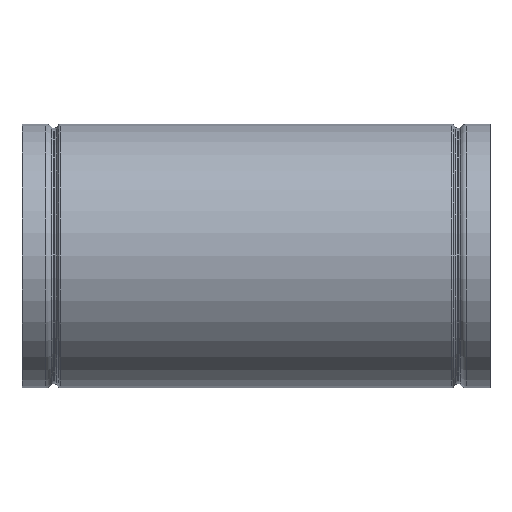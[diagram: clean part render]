
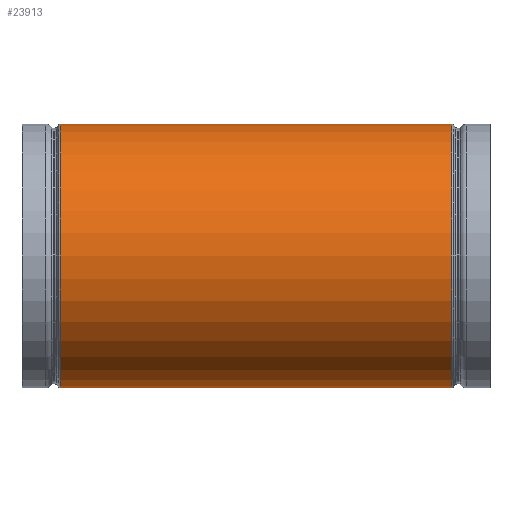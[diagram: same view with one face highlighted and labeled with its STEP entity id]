
A CAD part, front view. The second image highlights one B-rep face of the part: STEP entity #23913.
In plain terms, the highlighted cylindrical face has radius 84.138 mm (diameter 168.275 mm), a full revolution.
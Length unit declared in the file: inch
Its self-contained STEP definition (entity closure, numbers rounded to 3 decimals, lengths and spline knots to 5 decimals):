
#289 = CARTESIAN_POINT ( 'NONE',  ( -2.71022, 2.61167, -2.08272 ) ) ;
#933 = AXIS2_PLACEMENT_3D ( 'NONE', #25242, #1327, #20201 ) ;
#1327 = DIRECTION ( 'NONE',  ( -1., 0., 0. ) ) ;
#2094 = CARTESIAN_POINT ( 'NONE',  ( -1.54248, 1.48639, 3.08672 ) ) ;
#2280 = FACE_BOUND ( 'NONE', #20741, .T. ) ;
#2515 = CARTESIAN_POINT ( 'NONE',  ( 0., 0., 3.3125 ) ) ;
#2825 = EDGE_CURVE ( 'NONE', #15146, #17523, #9880, .T. ) ;
#3110 = CARTESIAN_POINT ( 'NONE',  ( -3.40814, 3.28421, -0.66488 ) ) ;
#4255 = EDGE_LOOP ( 'NONE', ( #20337 ) ) ;
#4272 = CARTESIAN_POINT ( 'NONE',  ( -2.1613, 2.08271, -2.61164 ) ) ;
#4839 = CARTESIAN_POINT ( 'NONE',  ( 3.40225, 3.27854, 0.49416 ) ) ;
#5206 = AXIS2_PLACEMENT_3D ( 'NONE', #11888, #26674, #21766 ) ;
#5508 = CARTESIAN_POINT ( 'NONE',  ( -3.46008, 3.33425, 0.0014 ) ) ;
#5757 = AXIS2_PLACEMENT_3D ( 'NONE', #16736, #30620, #9440 ) ;
#6395 = CYLINDRICAL_SURFACE ( 'NONE', #5757, 3.3125 ) ;
#6792 = CARTESIAN_POINT ( 'NONE',  ( -0.77136, 0.74331, -3.25667 ) ) ;
#7211 = CARTESIAN_POINT ( 'NONE',  ( 4.9198, -3.3125, 0. ) ) ;
#7311 = CARTESIAN_POINT ( 'NONE',  ( -4.9198, 3.3125, 0. ) ) ;
#7348 = CARTESIAN_POINT ( 'NONE',  ( 3.2752, 3.1561, 1.14397 ) ) ;
#7868 = CIRCLE ( 'NONE', #933, 3.3125 ) ;
#8482 = EDGE_LOOP ( 'NONE', ( #25870 ) ) ;
#8641 = FACE_OUTER_BOUND ( 'NONE', #4255, .T. ) ;
#9440 = DIRECTION ( 'NONE',  ( 0., -1., 0. ) ) ;
#9529 = CARTESIAN_POINT ( 'NONE',  ( -0.51425, 0.49555, 3.3125 ) ) ;
#9746 = CARTESIAN_POINT ( 'NONE',  ( 3.12315, 3.00958, -1.44935 ) ) ;
#9880 = B_SPLINE_CURVE_WITH_KNOTS ( 'NONE', 3,
 ( #24880, #19838, #6792, #11709, #4272, #289, #14781, #3110, #5508, #16713, #30708, #18993, #2094, #9529, #2515 ),
 .UNSPECIFIED., .F., .F.,
 ( 4, 1, 1, 1, 1, 1, 1, 1, 1, 1, 1, 1, 4 ),
 ( 0., 0.07143, 0.14286, 0.21429, 0.28571, 0.35714, 0.42857, 0.52381, 0.54762, 0.57143, 0.71429, 0.85714, 1. ),
 .UNSPECIFIED. ) ;
#11709 = CARTESIAN_POINT ( 'NONE',  ( -1.50406, 1.44937, -3.00963 ) ) ;
#11888 = CARTESIAN_POINT ( 'NONE',  ( 4.9198, 0., 0. ) ) ;
#12141 = CARTESIAN_POINT ( 'NONE',  ( 0., 0., -3.3125 ) ) ;
#12170 = CARTESIAN_POINT ( 'NONE',  ( 0.77136, 0.74331, -3.25667 ) ) ;
#12449 = B_SPLINE_CURVE_WITH_KNOTS ( 'NONE', 3,
 ( #26642, #21731, #16930, #26330, #7348, #4839, #24152, #24351, #9746, #23940, #26538, #21511, #12170, #28945, #26220 ),
 .UNSPECIFIED., .F., .F.,
 ( 4, 1, 1, 1, 1, 1, 1, 1, 1, 1, 1, 1, 4 ),
 ( 0., 0.14286, 0.28571, 0.42857, 0.45238, 0.47619, 0.57143, 0.64286, 0.71429, 0.78571, 0.85714, 0.92857, 1. ),
 .UNSPECIFIED. ) ;
#12629 = ORIENTED_EDGE ( 'NONE', *, *, #2825, .F. ) ;
#14622 = CARTESIAN_POINT ( 'NONE',  ( 0., 0., 3.3125 ) ) ;
#14781 = CARTESIAN_POINT ( 'NONE',  ( -3.12315, 3.00958, -1.44935 ) ) ;
#15146 = VERTEX_POINT ( 'NONE', #12141 ) ;
#15260 = CIRCLE ( 'NONE', #5206, 3.3125 ) ;
#16713 = CARTESIAN_POINT ( 'NONE',  ( -3.40225, 3.27854, 0.49416 ) ) ;
#16736 = CARTESIAN_POINT ( 'NONE',  ( -2.47551, 0., 0. ) ) ;
#16930 = CARTESIAN_POINT ( 'NONE',  ( 1.54248, 1.48639, 3.08672 ) ) ;
#17523 = VERTEX_POINT ( 'NONE', #14622 ) ;
#18993 = CARTESIAN_POINT ( 'NONE',  ( -2.77938, 2.67831, 2.13574 ) ) ;
#19640 = ORIENTED_EDGE ( 'NONE', *, *, #27088, .F. ) ;
#19838 = CARTESIAN_POINT ( 'NONE',  ( -0.25712, 0.24777, -3.3125 ) ) ;
#20201 = DIRECTION ( 'NONE',  ( 0., 1., 0. ) ) ;
#20337 = ORIENTED_EDGE ( 'NONE', *, *, #28899, .F. ) ;
#20741 = EDGE_LOOP ( 'NONE', ( #12629, #19640 ) ) ;
#21511 = CARTESIAN_POINT ( 'NONE',  ( 1.50406, 1.44937, -3.00963 ) ) ;
#21731 = CARTESIAN_POINT ( 'NONE',  ( 0.51425, 0.49555, 3.3125 ) ) ;
#21766 = DIRECTION ( 'NONE',  ( 0., -1., 0. ) ) ;
#23913 = ADVANCED_FACE ( 'NONE', ( #8641, #2280, #26296 ), #6395, .T. ) ;
#23940 = CARTESIAN_POINT ( 'NONE',  ( 2.71022, 2.61167, -2.08272 ) ) ;
#24152 = CARTESIAN_POINT ( 'NONE',  ( 3.46008, 3.33425, 0.0014 ) ) ;
#24247 = EDGE_CURVE ( 'NONE', #24382, #24382, #7868, .T. ) ;
#24351 = CARTESIAN_POINT ( 'NONE',  ( 3.40814, 3.28421, -0.66488 ) ) ;
#24382 = VERTEX_POINT ( 'NONE', #7311 ) ;
#24880 = CARTESIAN_POINT ( 'NONE',  ( 0., 0., -3.3125 ) ) ;
#25242 = CARTESIAN_POINT ( 'NONE',  ( -4.9198, 0., 0. ) ) ;
#25870 = ORIENTED_EDGE ( 'NONE', *, *, #24247, .F. ) ;
#26220 = CARTESIAN_POINT ( 'NONE',  ( 0., 0., -3.3125 ) ) ;
#26296 = FACE_OUTER_BOUND ( 'NONE', #8482, .T. ) ;
#26330 = CARTESIAN_POINT ( 'NONE',  ( 2.77938, 2.67831, 2.13574 ) ) ;
#26538 = CARTESIAN_POINT ( 'NONE',  ( 2.1613, 2.08271, -2.61164 ) ) ;
#26642 = CARTESIAN_POINT ( 'NONE',  ( 0., 0., 3.3125 ) ) ;
#26674 = DIRECTION ( 'NONE',  ( 1., 0., 0. ) ) ;
#27088 = EDGE_CURVE ( 'NONE', #17523, #15146, #12449, .T. ) ;
#28899 = EDGE_CURVE ( 'NONE', #29969, #29969, #15260, .T. ) ;
#28945 = CARTESIAN_POINT ( 'NONE',  ( 0.25712, 0.24777, -3.3125 ) ) ;
#29969 = VERTEX_POINT ( 'NONE', #7211 ) ;
#30620 = DIRECTION ( 'NONE',  ( 1., 0., 0. ) ) ;
#30708 = CARTESIAN_POINT ( 'NONE',  ( -3.2752, 3.1561, 1.14397 ) ) ;
